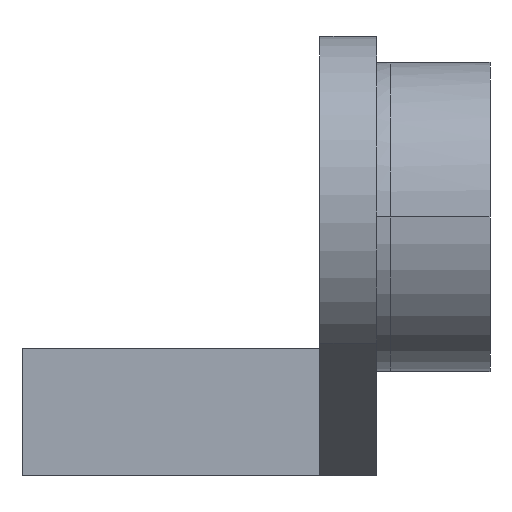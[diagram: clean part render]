
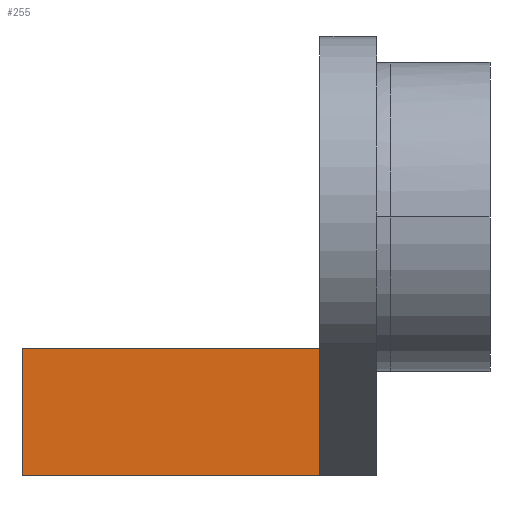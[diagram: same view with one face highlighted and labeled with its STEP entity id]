
A CAD part, front view. The second image highlights one B-rep face of the part: STEP entity #255.
In plain terms, the highlighted planar face has unit normal (0, -1, 0).
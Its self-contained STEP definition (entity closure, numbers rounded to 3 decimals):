
#135=CARTESIAN_POINT('Vertex',(-18.,-18.5,-19.)) ;
#139=CARTESIAN_POINT('Control Point',(-18.,-18.5,-10.)) ;
#140=CARTESIAN_POINT('Control Point',(-18.,-18.5,-11.8)) ;
#141=CARTESIAN_POINT('Control Point',(-18.,-18.5,-13.6)) ;
#142=CARTESIAN_POINT('Control Point',(-18.,-18.5,-15.4)) ;
#143=CARTESIAN_POINT('Control Point',(-18.,-18.5,-17.2)) ;
#144=CARTESIAN_POINT('Control Point',(-18.,-18.5,-19.)) ;
#145=CARTESIAN_POINT('Vertex',(-18.,-18.5,-10.)) ;
#189=CARTESIAN_POINT('Line Origine',(-7.5,-18.5,-10.)) ;
#193=CARTESIAN_POINT('Vertex',(3.,-18.5,-10.)) ;
#232=CARTESIAN_POINT('Axis2P3D Location',(3.,-18.5,-10.)) ;
#237=CARTESIAN_POINT('Line Origine',(-7.5,-18.5,-19.)) ;
#241=CARTESIAN_POINT('Vertex',(3.,-18.5,-19.)) ;
#244=CARTESIAN_POINT('Line Origine',(3.,-18.5,-14.5)) ;
#190=DIRECTION('Vector Direction',(-1.,0.,0.)) ;
#233=DIRECTION('Axis2P3D Direction',(0.,1.,0.)) ;
#234=DIRECTION('Axis2P3D XDirection',(0.,0.,-1.)) ;
#238=DIRECTION('Vector Direction',(-1.,0.,0.)) ;
#245=DIRECTION('Vector Direction',(0.,0.,-1.)) ;
#235=AXIS2_PLACEMENT_3D('Plane Axis2P3D',#232,#233,#234) ;
#250=ORIENTED_EDGE('',*,*,#243,.F.) ;
#251=ORIENTED_EDGE('',*,*,#248,.T.) ;
#252=ORIENTED_EDGE('',*,*,#195,.T.) ;
#253=ORIENTED_EDGE('',*,*,#147,.F.) ;
#191=VECTOR('Line Direction',#190,1.) ;
#239=VECTOR('Line Direction',#238,1.) ;
#246=VECTOR('Line Direction',#245,1.) ;
#255=ADVANCED_FACE('Corps de pi\X2\00E8\X0\ce.5',(#254),#236,.F.) ;
#138=B_SPLINE_CURVE_WITH_KNOTS('',5,(#139,#140,#141,#142,#143,#144),.UNSPECIFIED.,.F.,.U.,(6,6),(0.,9.),.UNSPECIFIED.) ;
#147=EDGE_CURVE('',#136,#146,#138,.F.) ;
#195=EDGE_CURVE('',#194,#146,#192,.T.) ;
#243=EDGE_CURVE('',#242,#136,#240,.T.) ;
#248=EDGE_CURVE('',#242,#194,#247,.F.) ;
#249=EDGE_LOOP('',(#250,#251,#252,#253)) ;
#254=FACE_OUTER_BOUND('',#249,.T.) ;
#192=LINE('Line',#189,#191) ;
#240=LINE('Line',#237,#239) ;
#247=LINE('Line',#244,#246) ;
#236=PLANE('Plane',#235) ;
#136=VERTEX_POINT('',#135) ;
#146=VERTEX_POINT('',#145) ;
#194=VERTEX_POINT('',#193) ;
#242=VERTEX_POINT('',#241) ;
